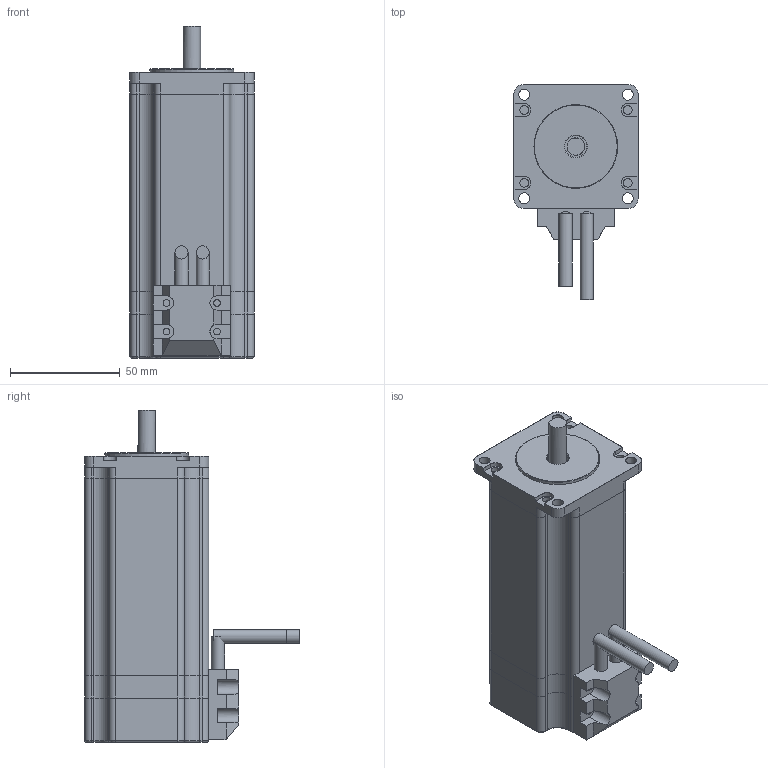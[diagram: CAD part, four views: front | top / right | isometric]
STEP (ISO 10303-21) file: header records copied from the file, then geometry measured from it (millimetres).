
FILE_DESCRIPTION(/* description */ (''),/* implementation_level */ '2;1');
FILE_NAME(/* name */ 'MP3-57T110.step',/* time_stamp */ '2021-07-28T12:32:07+08:00',/* author */ (''),/* organization */ (''),/* preprocessor_version */ 'ST-DEVELOPER v16',/* originating_system */ 'SIEMENS PLM Software NX 10.0',/* authorisation */ '');
FILE_SCHEMA (('AUTOMOTIVE_DESIGN { 1 0 10303 214 3 1 1 1 }'));
Length unit declared in the file: millimetre
Products named in the file (1): MP3-57T110
Bounding box: 56.4 x 97.66 x 151 mm (x, y, z)
Volume: 371508.3 mm3; surface area: 64992.8 mm2
Topology: 12 solids, 12 shells, 261 faces, 672 edges, 441 vertices
Faces by surface type: plane 141, cylinder 106, torus 12, cone 2
Full cylindrical faces by diameter (mm): 3 x4, 4 x4, 5 x8, 6 x4, 8 x1, 10 x4, 38.1 x1
Entity records: 7977 total; most frequent: CARTESIAN_POINT 1407, DIRECTION 1389, ORIENTED_EDGE 1276, EDGE_CURVE 638, AXIS2_PLACEMENT_3D 493, VERTEX_POINT 435, LINE 403, VECTOR 403
